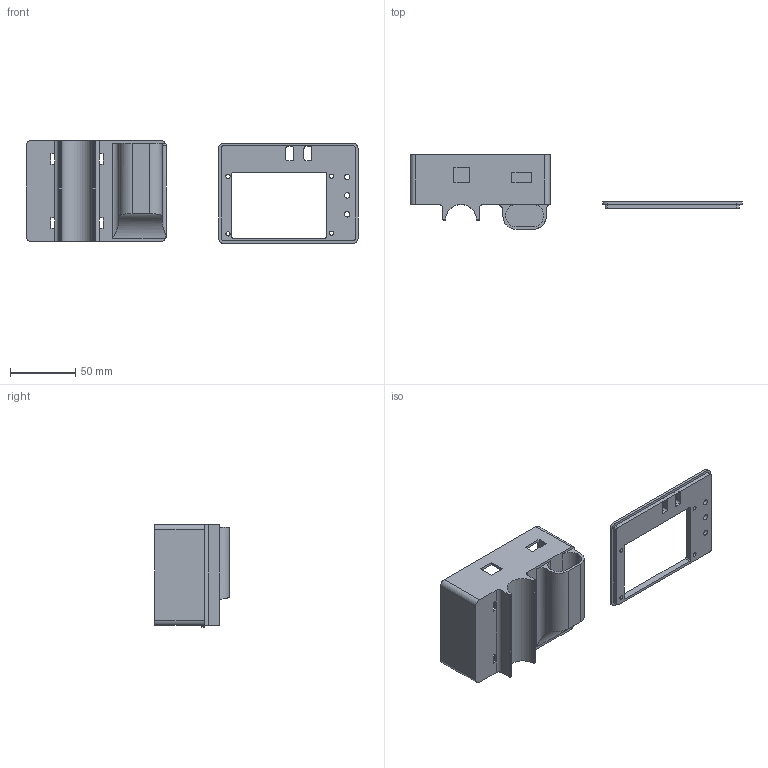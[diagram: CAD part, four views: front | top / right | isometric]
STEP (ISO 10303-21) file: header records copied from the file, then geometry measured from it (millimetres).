
FILE_DESCRIPTION(/* description */ (''),/* implementation_level */ '2;1');
FILE_NAME(/* name */ 'yer_kontrol_2025 v6.step',/* time_stamp */ '2025-08-20T19:26:55+03:00',/* author */ (''),/* organization */ (''),/* preprocessor_version */ 'ST-DEVELOPER v20.1',/* originating_system */ 'Autodesk Translation Framework v14.10.0.0',/* authorisation */ '');
FILE_SCHEMA (('AUTOMOTIVE_DESIGN { 1 0 10303 214 3 1 1 }'));
Length unit declared in the file: millimetre
Products named in the file (1): yer_kontrol_2025
Bounding box: 253.5 x 57 x 78.5 mm (x, y, z)
Volume: 83794 mm3; surface area: 64198.3 mm2
Topology: 2 solids, 2 shells, 152 faces, 428 edges, 282 vertices
Faces by surface type: plane 91, cylinder 60, bspline 1
Full cylindrical faces by diameter (mm): 3.2 x4, 4 x4, 4.2 x3, 7.5 x1
Entity records: 5079 total; most frequent: CARTESIAN_POINT 948, ORIENTED_EDGE 856, DIRECTION 841, EDGE_CURVE 428, LINE 303, VECTOR 303, VERTEX_POINT 282, AXIS2_PLACEMENT_3D 269
